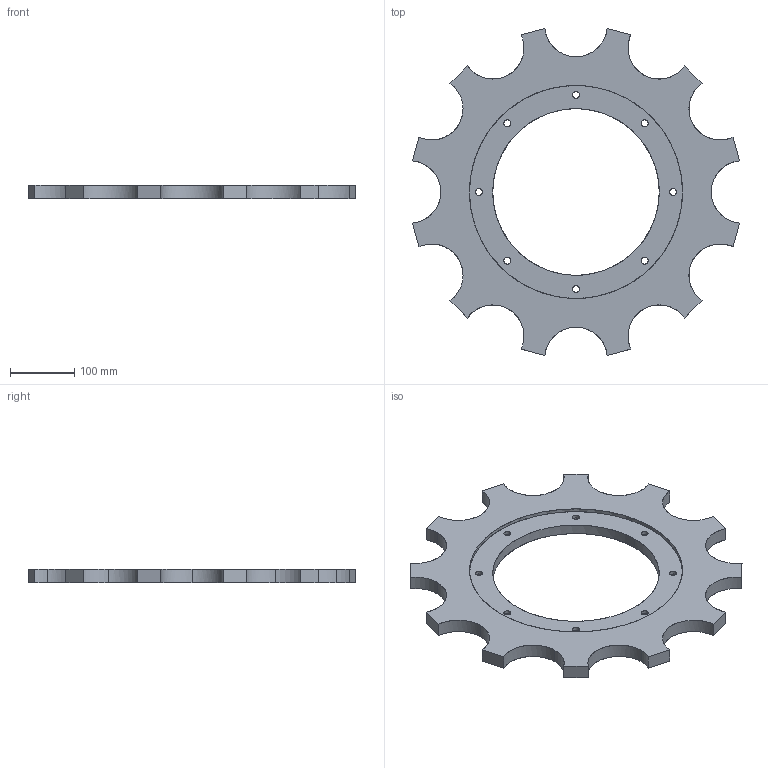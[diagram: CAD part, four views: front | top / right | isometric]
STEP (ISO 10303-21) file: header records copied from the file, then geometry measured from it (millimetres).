
FILE_DESCRIPTION(('FreeCAD Model'),'2;1');
FILE_NAME('Open CASCADE Shape Model','2025-05-09T06:20:51',('FreeCAD'),( 'FreeCAD'),'Open CASCADE STEP processor 7.6','FreeCAD','Unknown');
FILE_SCHEMA(('AUTOMOTIVE_DESIGN { 1 0 10303 214 1 1 1 1 }'));
Length unit declared in the file: millimetre
Products named in the file (1): Open CASCADE STEP translator 7.6 1
Bounding box: 509.66 x 509.66 x 21.62 mm (x, y, z)
Surface area: 304915.3 mm2 (no closed solid volume)
Topology: 0 solids, 76 shells, 76 faces, 1988 edges, 1988 vertices
Faces by surface type: bspline 76
Entity records: 16859 total; most frequent: CARTESIAN_POINT 8601, ORIENTED_EDGE 1988, EDGE_CURVE 1988, VERTEX_POINT 1988, B_SPLINE_CURVE_WITH_KNOTS 1834, FACE_BOUND 103, EDGE_LOOP 103, SHELL_BASED_SURFACE_MODEL 76
